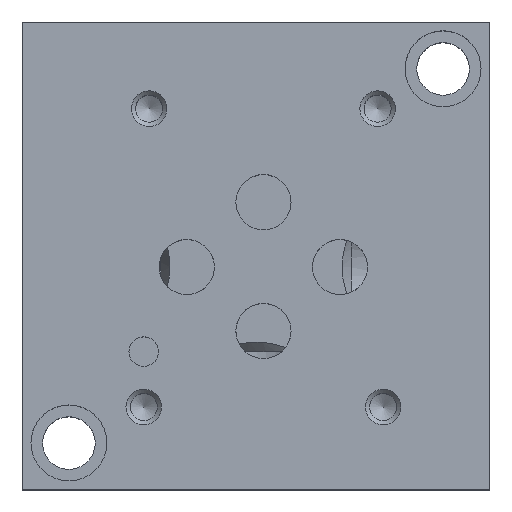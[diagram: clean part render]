
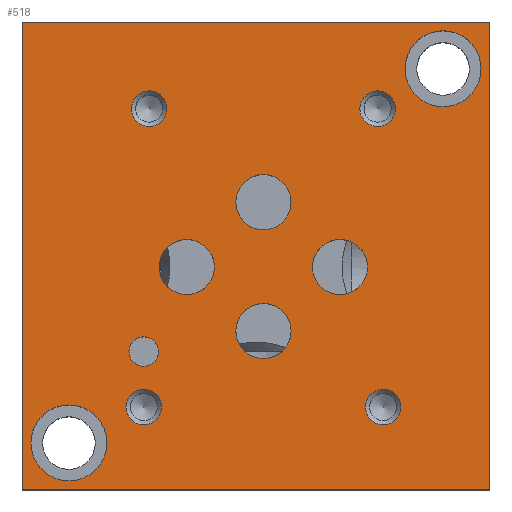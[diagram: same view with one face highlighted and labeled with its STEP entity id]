
A CAD part, top view. The second image highlights one B-rep face of the part: STEP entity #518.
In plain terms, the highlighted planar face has unit normal (0, 0, 1).
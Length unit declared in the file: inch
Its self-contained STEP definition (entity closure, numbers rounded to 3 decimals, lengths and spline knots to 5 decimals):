
#518 = ADVANCED_FACE( '', ( #1127, #1128, #1129, #1130, #1131, #1132, #1133, #1134, #1135, #1136, #1137, #1138 ), #1139, .F. );
#1127 = FACE_BOUND( '', #1814, .T. );
#1128 = FACE_BOUND( '', #1815, .T. );
#1129 = FACE_BOUND( '', #1816, .T. );
#1130 = FACE_BOUND( '', #1817, .T. );
#1131 = FACE_BOUND( '', #1818, .T. );
#1132 = FACE_BOUND( '', #1819, .T. );
#1133 = FACE_BOUND( '', #1820, .T. );
#1134 = FACE_BOUND( '', #1821, .T. );
#1135 = FACE_BOUND( '', #1822, .T. );
#1136 = FACE_BOUND( '', #1823, .T. );
#1137 = FACE_BOUND( '', #1824, .T. );
#1138 = FACE_OUTER_BOUND( '', #1825, .T. );
#1139 = PLANE( '', #1826 );
#1814 = EDGE_LOOP( '', ( #3271 ) );
#1815 = EDGE_LOOP( '', ( #3272 ) );
#1816 = EDGE_LOOP( '', ( #3273 ) );
#1817 = EDGE_LOOP( '', ( #3274 ) );
#1818 = EDGE_LOOP( '', ( #3275 ) );
#1819 = EDGE_LOOP( '', ( #3276 ) );
#1820 = EDGE_LOOP( '', ( #3277 ) );
#1821 = EDGE_LOOP( '', ( #3278 ) );
#1822 = EDGE_LOOP( '', ( #3279 ) );
#1823 = EDGE_LOOP( '', ( #3280 ) );
#1824 = EDGE_LOOP( '', ( #3281 ) );
#1825 = EDGE_LOOP( '', ( #3282, #3283, #3284, #3285 ) );
#1826 = AXIS2_PLACEMENT_3D( '', #3286, #3287, #3288 );
#3271 = ORIENTED_EDGE( '', *, *, #4425, .T. );
#3272 = ORIENTED_EDGE( '', *, *, #4040, .T. );
#3273 = ORIENTED_EDGE( '', *, *, #4426, .F. );
#3274 = ORIENTED_EDGE( '', *, *, #3843, .F. );
#3275 = ORIENTED_EDGE( '', *, *, #4118, .F. );
#3276 = ORIENTED_EDGE( '', *, *, #4105, .F. );
#3277 = ORIENTED_EDGE( '', *, *, #4398, .F. );
#3278 = ORIENTED_EDGE( '', *, *, #4427, .F. );
#3279 = ORIENTED_EDGE( '', *, *, #3985, .F. );
#3280 = ORIENTED_EDGE( '', *, *, #4157, .F. );
#3281 = ORIENTED_EDGE( '', *, *, #4035, .F. );
#3282 = ORIENTED_EDGE( '', *, *, #4016, .T. );
#3283 = ORIENTED_EDGE( '', *, *, #3869, .F. );
#3284 = ORIENTED_EDGE( '', *, *, #4244, .F. );
#3285 = ORIENTED_EDGE( '', *, *, #3839, .T. );
#3286 = CARTESIAN_POINT( '', ( 2.5, 2.5, 1. ) );
#3287 = DIRECTION( '', ( 0., 0., -1. ) );
#3288 = DIRECTION( '', ( -1., 0., 0. ) );
#3839 = EDGE_CURVE( '', #4554, #4552, #4555, .T. );
#3843 = EDGE_CURVE( '', #4560, #4560, #4561, .T. );
#3869 = EDGE_CURVE( '', #4606, #4601, #4608, .T. );
#3985 = EDGE_CURVE( '', #4823, #4823, #4824, .T. );
#4016 = EDGE_CURVE( '', #4552, #4601, #4874, .T. );
#4035 = EDGE_CURVE( '', #4901, #4901, #4902, .T. );
#4040 = EDGE_CURVE( '', #4908, #4908, #4909, .T. );
#4105 = EDGE_CURVE( '', #5008, #5008, #5009, .T. );
#4118 = EDGE_CURVE( '', #5027, #5027, #5028, .T. );
#4157 = EDGE_CURVE( '', #5088, #5088, #5089, .T. );
#4244 = EDGE_CURVE( '', #4554, #4606, #5222, .T. );
#4398 = EDGE_CURVE( '', #5418, #5418, #5419, .T. );
#4425 = EDGE_CURVE( '', #5455, #5455, #5456, .T. );
#4426 = EDGE_CURVE( '', #5457, #5457, #5458, .T. );
#4427 = EDGE_CURVE( '', #5459, #5459, #5460, .T. );
#4552 = VERTEX_POINT( '', #5596 );
#4554 = VERTEX_POINT( '', #5599 );
#4555 = LINE( '', #5600, #5601 );
#4560 = VERTEX_POINT( '', #5608 );
#4561 = CIRCLE( '', #5609, 0.095 );
#4601 = VERTEX_POINT( '', #5663 );
#4606 = VERTEX_POINT( '', #5670 );
#4608 = LINE( '', #5673, #5674 );
#4823 = VERTEX_POINT( '', #5983 );
#4824 = CIRCLE( '', #5984, 0.1475 );
#4874 = LINE( '', #6049, #6050 );
#4901 = VERTEX_POINT( '', #6096 );
#4902 = CIRCLE( '', #6097, 0.1475 );
#4908 = VERTEX_POINT( '', #6110 );
#4909 = CIRCLE( '', #6111, 0.203 );
#5008 = VERTEX_POINT( '', #6255 );
#5009 = CIRCLE( '', #6256, 0.095 );
#5027 = VERTEX_POINT( '', #6280 );
#5028 = CIRCLE( '', #6281, 0.095 );
#5088 = VERTEX_POINT( '', #6366 );
#5089 = CIRCLE( '', #6367, 0.1475 );
#5222 = LINE( '', #6596, #6597 );
#5418 = VERTEX_POINT( '', #6871 );
#5419 = CIRCLE( '', #6872, 0.079 );
#5455 = VERTEX_POINT( '', #6918 );
#5456 = CIRCLE( '', #6919, 0.203 );
#5457 = VERTEX_POINT( '', #6920 );
#5458 = CIRCLE( '', #6921, 0.095 );
#5459 = VERTEX_POINT( '', #6922 );
#5460 = CIRCLE( '', #6923, 0.1475 );
#5596 = CARTESIAN_POINT( '', ( 0., 2.5, 1. ) );
#5599 = CARTESIAN_POINT( '', ( 2.5, 2.5, 1. ) );
#5600 = CARTESIAN_POINT( '', ( 2.5, 2.5, 1. ) );
#5601 = VECTOR( '', #7082, 39.37008 );
#5608 = CARTESIAN_POINT( '', ( 0.745, 0.442, 1. ) );
#5609 = AXIS2_PLACEMENT_3D( '', #7085, #7086, #7087 );
#5663 = CARTESIAN_POINT( '', ( 0., 0., 1. ) );
#5670 = CARTESIAN_POINT( '', ( 2.5, 0., 1. ) );
#5673 = CARTESIAN_POINT( '', ( 2.5, 0., 1. ) );
#5674 = VECTOR( '', #7114, 39.37008 );
#5983 = CARTESIAN_POINT( '', ( 1.4375, 1.537, 1. ) );
#5984 = AXIS2_PLACEMENT_3D( '', #7278, #7279, #7280 );
#6049 = CARTESIAN_POINT( '', ( 0., 2.5, 1. ) );
#6050 = VECTOR( '', #7320, 39.37008 );
#6096 = CARTESIAN_POINT( '', ( 1.0275, 1.19, 1. ) );
#6097 = AXIS2_PLACEMENT_3D( '', #7338, #7339, #7340 );
#6110 = CARTESIAN_POINT( '', ( 0.047, 0.25, 1. ) );
#6111 = AXIS2_PLACEMENT_3D( '', #7347, #7348, #7349 );
#6255 = CARTESIAN_POINT( '', ( 1.995, 2.037, 1. ) );
#6256 = AXIS2_PLACEMENT_3D( '', #7401, #7402, #7403 );
#6280 = CARTESIAN_POINT( '', ( 2.025, 0.442, 1. ) );
#6281 = AXIS2_PLACEMENT_3D( '', #7416, #7417, #7418 );
#6366 = CARTESIAN_POINT( '', ( 1.8465, 1.19, 1. ) );
#6367 = AXIS2_PLACEMENT_3D( '', #7453, #7454, #7455 );
#6596 = CARTESIAN_POINT( '', ( 2.5, 2.5, 1. ) );
#6597 = VECTOR( '', #7544, 39.37008 );
#6871 = CARTESIAN_POINT( '', ( 0.729, 0.738, 1. ) );
#6872 = AXIS2_PLACEMENT_3D( '', #7696, #7697, #7698 );
#6918 = CARTESIAN_POINT( '', ( 2.047, 2.25, 1. ) );
#6919 = AXIS2_PLACEMENT_3D( '', #7727, #7728, #7729 );
#6920 = CARTESIAN_POINT( '', ( 0.774, 2.037, 1. ) );
#6921 = AXIS2_PLACEMENT_3D( '', #7730, #7731, #7732 );
#6922 = CARTESIAN_POINT( '', ( 1.4375, 0.848, 1. ) );
#6923 = AXIS2_PLACEMENT_3D( '', #7733, #7734, #7735 );
#7082 = DIRECTION( '', ( -1., 0., 0. ) );
#7085 = CARTESIAN_POINT( '', ( 0.65, 0.442, 1. ) );
#7086 = DIRECTION( '', ( 0., 0., 1. ) );
#7087 = DIRECTION( '', ( 1., 0., 0. ) );
#7114 = DIRECTION( '', ( -1., 0., 0. ) );
#7278 = CARTESIAN_POINT( '', ( 1.29, 1.537, 1. ) );
#7279 = DIRECTION( '', ( 0., 0., 1. ) );
#7280 = DIRECTION( '', ( 1., 0., 0. ) );
#7320 = DIRECTION( '', ( 0., -1., 0. ) );
#7338 = CARTESIAN_POINT( '', ( 0.88, 1.19, 1. ) );
#7339 = DIRECTION( '', ( 0., 0., 1. ) );
#7340 = DIRECTION( '', ( 1., 0., 0. ) );
#7347 = CARTESIAN_POINT( '', ( 0.25, 0.25, 1. ) );
#7348 = DIRECTION( '', ( 0., 0., -1. ) );
#7349 = DIRECTION( '', ( -1., 0., 0. ) );
#7401 = CARTESIAN_POINT( '', ( 1.9, 2.037, 1. ) );
#7402 = DIRECTION( '', ( 0., 0., 1. ) );
#7403 = DIRECTION( '', ( 1., 0., 0. ) );
#7416 = CARTESIAN_POINT( '', ( 1.93, 0.442, 1. ) );
#7417 = DIRECTION( '', ( 0., 0., 1. ) );
#7418 = DIRECTION( '', ( 1., 0., 0. ) );
#7453 = CARTESIAN_POINT( '', ( 1.699, 1.19, 1. ) );
#7454 = DIRECTION( '', ( 0., 0., 1. ) );
#7455 = DIRECTION( '', ( 1., 0., 0. ) );
#7544 = DIRECTION( '', ( 0., -1., 0. ) );
#7696 = CARTESIAN_POINT( '', ( 0.65, 0.738, 1. ) );
#7697 = DIRECTION( '', ( 0., 0., 1. ) );
#7698 = DIRECTION( '', ( 1., 0., 0. ) );
#7727 = CARTESIAN_POINT( '', ( 2.25, 2.25, 1. ) );
#7728 = DIRECTION( '', ( 0., 0., -1. ) );
#7729 = DIRECTION( '', ( -1., 0., 0. ) );
#7730 = CARTESIAN_POINT( '', ( 0.679, 2.037, 1. ) );
#7731 = DIRECTION( '', ( 0., 0., 1. ) );
#7732 = DIRECTION( '', ( 1., 0., 0. ) );
#7733 = CARTESIAN_POINT( '', ( 1.29, 0.848, 1. ) );
#7734 = DIRECTION( '', ( 0., 0., 1. ) );
#7735 = DIRECTION( '', ( 1., 0., 0. ) );
